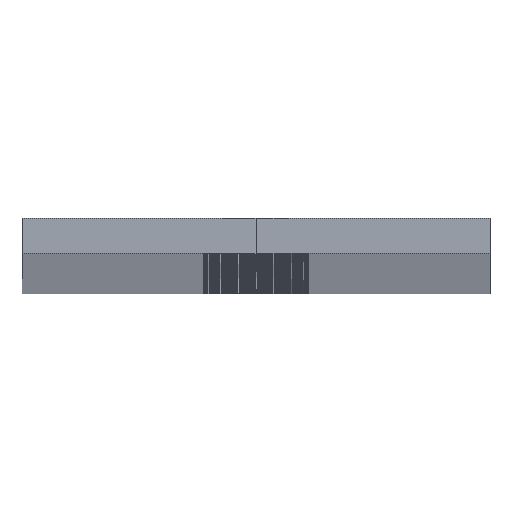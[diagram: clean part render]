
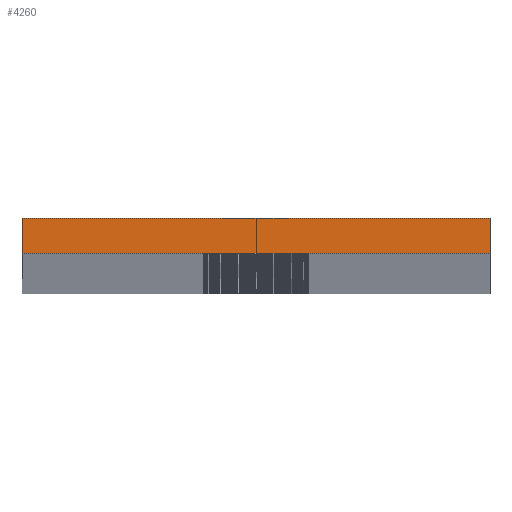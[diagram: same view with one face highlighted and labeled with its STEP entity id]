
A CAD part, top view. The second image highlights one B-rep face of the part: STEP entity #4260.
In plain terms, the highlighted planar face has unit normal (0, 0, 1).
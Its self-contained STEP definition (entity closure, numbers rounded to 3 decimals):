
#204 = EDGE_CURVE ( 'NONE', #5308, #5789, #2408, .T. ) ;
#236 = LINE ( 'NONE', #5692, #4403 ) ;
#344 = VECTOR ( 'NONE', #6199, 1000. ) ;
#349 = ORIENTED_EDGE ( 'NONE', *, *, #597, .T. ) ;
#597 = EDGE_CURVE ( 'NONE', #5308, #1612, #811, .T. ) ;
#721 = CARTESIAN_POINT ( 'NONE',  ( -20., -3., 0. ) ) ;
#811 = LINE ( 'NONE', #1252, #5953 ) ;
#1042 = VECTOR ( 'NONE', #1792, 1000. ) ;
#1050 = DIRECTION ( 'NONE',  ( 0., 0., -1. ) ) ;
#1252 = CARTESIAN_POINT ( 'NONE',  ( -20., -3., 0. ) ) ;
#1506 = ORIENTED_EDGE ( 'NONE', *, *, #2613, .F. ) ;
#1612 = VERTEX_POINT ( 'NONE', #6462 ) ;
#1792 = DIRECTION ( 'NONE',  ( 0., 1., 0. ) ) ;
#1877 = DIRECTION ( 'NONE',  ( 1., 0., 0. ) ) ;
#1960 = EDGE_LOOP ( 'NONE', ( #349, #1506, #4217, #3618 ) ) ;
#2227 = CARTESIAN_POINT ( 'NONE',  ( 0., 0., 0. ) ) ;
#2403 = DIRECTION ( 'NONE',  ( 1., 0., 0. ) ) ;
#2408 = LINE ( 'NONE', #721, #1042 ) ;
#2579 = CARTESIAN_POINT ( 'NONE',  ( -20., -3., 0. ) ) ;
#2613 = EDGE_CURVE ( 'NONE', #4001, #1612, #3458, .T. ) ;
#3407 = EDGE_CURVE ( 'NONE', #5789, #4001, #236, .T. ) ;
#3458 = LINE ( 'NONE', #4049, #344 ) ;
#3618 = ORIENTED_EDGE ( 'NONE', *, *, #204, .F. ) ;
#4001 = VERTEX_POINT ( 'NONE', #6322 ) ;
#4049 = CARTESIAN_POINT ( 'NONE',  ( 20., 0., 0. ) ) ;
#4217 = ORIENTED_EDGE ( 'NONE', *, *, #3407, .F. ) ;
#4260 = ADVANCED_FACE ( 'NONE', ( #6055 ), #6018, .F. ) ;
#4403 = VECTOR ( 'NONE', #2403, 1000. ) ;
#5308 = VERTEX_POINT ( 'NONE', #2579 ) ;
#5509 = DIRECTION ( 'NONE',  ( -1., 0., 0. ) ) ;
#5566 = AXIS2_PLACEMENT_3D ( 'NONE', #2227, #1050, #5509 ) ;
#5692 = CARTESIAN_POINT ( 'NONE',  ( -20., 0., 0. ) ) ;
#5789 = VERTEX_POINT ( 'NONE', #6704 ) ;
#5953 = VECTOR ( 'NONE', #1877, 1000. ) ;
#6018 = PLANE ( 'NONE',  #5566 ) ;
#6055 = FACE_OUTER_BOUND ( 'NONE', #1960, .T. ) ;
#6199 = DIRECTION ( 'NONE',  ( 0., -1., 0. ) ) ;
#6322 = CARTESIAN_POINT ( 'NONE',  ( 20., 0., 0. ) ) ;
#6462 = CARTESIAN_POINT ( 'NONE',  ( 20., -3., 0. ) ) ;
#6704 = CARTESIAN_POINT ( 'NONE',  ( -20., 0., 0. ) ) ;
